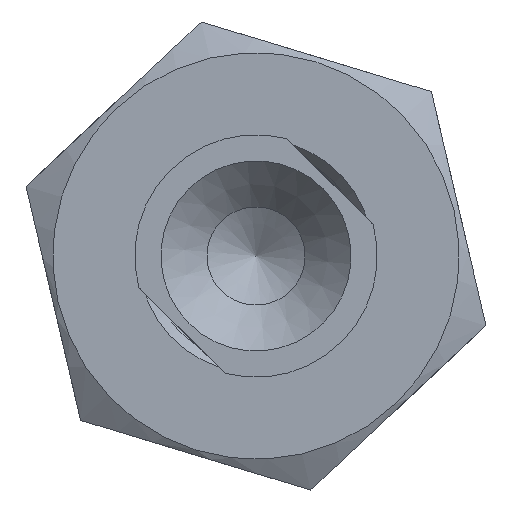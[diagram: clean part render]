
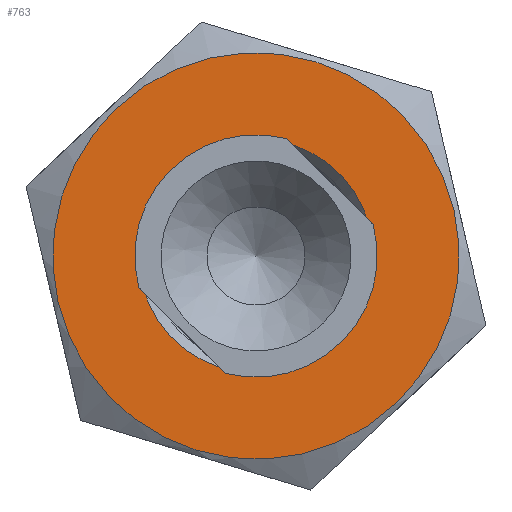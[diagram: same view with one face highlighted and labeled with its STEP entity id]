
A CAD part, left-side view. The second image highlights one B-rep face of the part: STEP entity #763.
In plain terms, the highlighted planar face has unit normal (-1, 0, 0).
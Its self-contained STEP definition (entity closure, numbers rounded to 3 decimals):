
#732=CARTESIAN_POINT('',(0.,-3.575,0.));
#733=VERTEX_POINT('',#732);
#734=CARTESIAN_POINT('',(0.,0.,0.0));
#735=DIRECTION('',(-1.0,0.0,0.0));
#736=DIRECTION('',(0.0,1.0,0.0));
#737=AXIS2_PLACEMENT_3D('',#734,#735,#736);
#738=CIRCLE('',#737,3.575);
#739=EDGE_CURVE('',#733,#733,#738,.T.);
#744=CARTESIAN_POINT('',(0.0,3.1,0.0));
#745=DIRECTION('',(-1.0,0.0,0.0));
#746=DIRECTION('',(0.0,0.0,1.0));
#747=AXIS2_PLACEMENT_3D('',#744,#745,#746);
#748=PLANE('',#747);
#749=CARTESIAN_POINT('',(0.0,6.2,0.0));
#750=VERTEX_POINT('',#749);
#751=CARTESIAN_POINT('',(0.,0.,0.0));
#752=DIRECTION('',(1.0,0.0,0.0));
#753=DIRECTION('',(0.0,1.0,0.0));
#754=AXIS2_PLACEMENT_3D('',#751,#752,#753);
#755=CIRCLE('',#754,6.2);
#756=EDGE_CURVE('',#750,#750,#755,.T.);
#757=ORIENTED_EDGE('',*,*,#756,.F.);
#758=EDGE_LOOP('',(#757));
#759=FACE_OUTER_BOUND('',#758,.T.);
#760=ORIENTED_EDGE('',*,*,#739,.F.);
#761=EDGE_LOOP('',(#760));
#762=FACE_BOUND('',#761,.T.);
#763=ADVANCED_FACE('',(#759,#762),#748,.T.);
